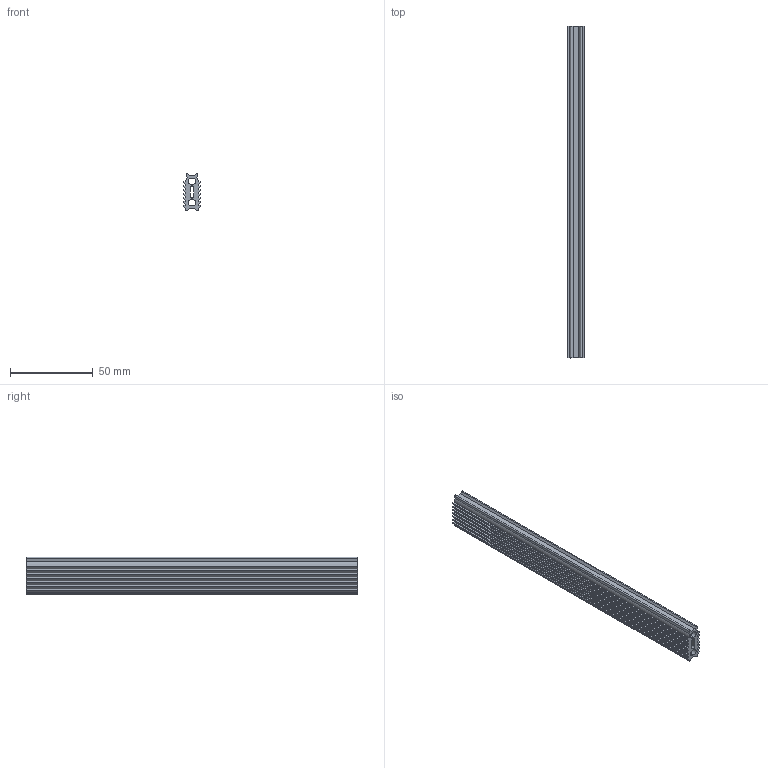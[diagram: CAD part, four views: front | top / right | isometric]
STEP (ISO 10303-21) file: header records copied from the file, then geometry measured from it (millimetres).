
FILE_DESCRIPTION((''),'2;1');
FILE_NAME('','2005-07-15T09:56:33',(''),(''),'','CADfix','');
FILE_SCHEMA(('AUTOMOTIVE_DESIGN'));
Length unit declared in the file: millimetre
Products named in the file (1): gasket
Bounding box: 10.49 x 200 x 22.5 mm (x, y, z)
Volume: 25610.4 mm3; surface area: 27762.1 mm2
Topology: 1 solids, 1 shells, 82 faces, 240 edges, 160 vertices
Faces by surface type: bspline 82
Entity records: 2674 total; most frequent: CARTESIAN_POINT 1273, ORIENTED_EDGE 480, EDGE_CURVE 240, QUASI_UNIFORM_CURVE 186, VERTEX_POINT 160, EDGE_LOOP 88, FACE_OUTER_BOUND 82, ADVANCED_FACE 82
